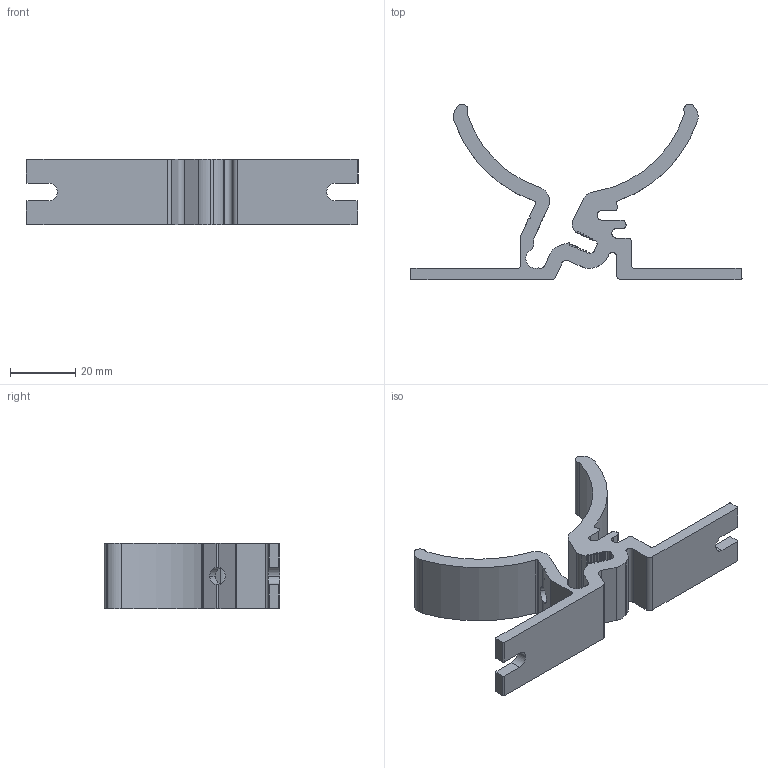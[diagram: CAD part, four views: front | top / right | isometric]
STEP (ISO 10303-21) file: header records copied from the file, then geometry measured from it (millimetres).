
FILE_DESCRIPTION (( 'STEP AP203' ), '1' );
FILE_NAME ('TACLIP.step', '2023-10-23T10:26:01', ( '' ), ( '' ), 'SwSTEP 2.0', 'SolidWorks 2023', '' );
FILE_SCHEMA (( 'CONFIG_CONTROL_DESIGN' ));
Length unit declared in the file: inch
Products named in the file (1): TACLIP
Bounding box: 102 x 53.97 x 20 mm (x, y, z)
Volume: 20365.4 mm3; surface area: 12120.1 mm2
Topology: 1 solids, 1 shells, 169 faces, 504 edges, 336 vertices
Faces by surface type: plane 87, cylinder 82
Entity records: 5807 total; most frequent: CARTESIAN_POINT 1022, ORIENTED_EDGE 1008, DIRECTION 1006, EDGE_CURVE 504, AXIS2_PLACEMENT_3D 336, VERTEX_POINT 336, VECTOR 334, LINE 334
